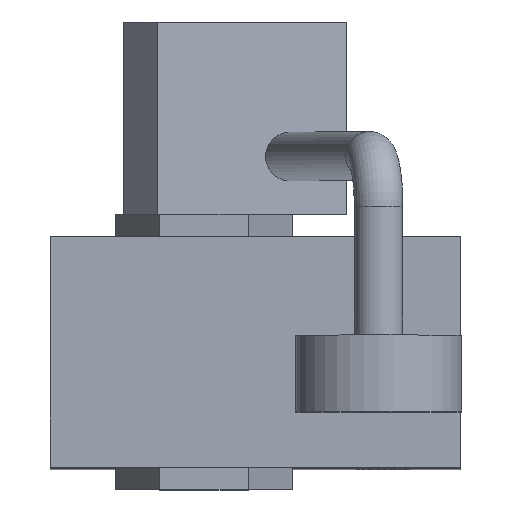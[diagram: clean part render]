
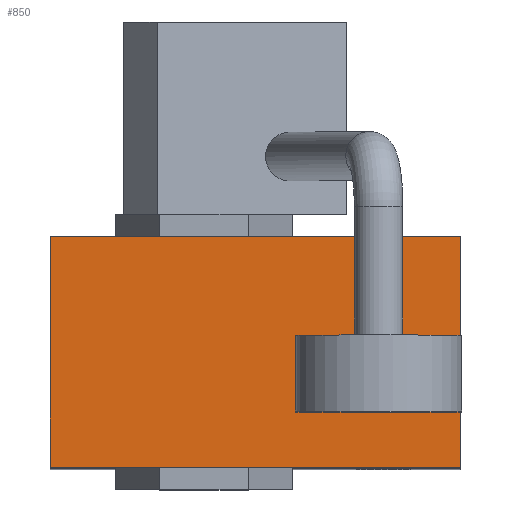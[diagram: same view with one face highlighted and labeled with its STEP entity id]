
A CAD part, top view. The second image highlights one B-rep face of the part: STEP entity #850.
In plain terms, the highlighted planar face has unit normal (0, 0, 1).
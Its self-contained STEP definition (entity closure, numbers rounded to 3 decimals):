
#550=CARTESIAN_POINT('',(15.999,-8.999,76.));
#551=VERTEX_POINT('',#550);
#552=CARTESIAN_POINT('',(-15.999,-8.999,76.));
#553=VERTEX_POINT('',#552);
#554=CARTESIAN_POINT('',(15.999,-8.999,76.));
#555=DIRECTION('',(-1.0,0.0,0.0));
#556=VECTOR('',#555,31.998);
#557=LINE('',#554,#556);
#558=EDGE_CURVE('',#551,#553,#557,.T.);
#598=CARTESIAN_POINT('',(-15.999,8.999,76.));
#599=VERTEX_POINT('',#598);
#600=CARTESIAN_POINT('',(15.999,8.999,76.));
#601=VERTEX_POINT('',#600);
#602=CARTESIAN_POINT('',(-15.999,8.999,76.));
#603=DIRECTION('',(1.0,0.0,0.0));
#604=VECTOR('',#603,31.998);
#605=LINE('',#602,#604);
#606=EDGE_CURVE('',#599,#601,#605,.T.);
#791=CARTESIAN_POINT('',(-15.999,-8.999,76.));
#792=DIRECTION('',(0.0,1.0,0.0));
#793=VECTOR('',#792,17.998);
#794=LINE('',#791,#793);
#795=EDGE_CURVE('',#553,#599,#794,.T.);
#822=CARTESIAN_POINT('',(15.999,8.999,76.));
#823=DIRECTION('',(0.0,-1.0,0.0));
#824=VECTOR('',#823,17.998);
#825=LINE('',#822,#824);
#826=EDGE_CURVE('',#601,#551,#825,.T.);
#839=CARTESIAN_POINT('',(0.,0.,76.));
#840=DIRECTION('',(0.0,0.0,1.0));
#841=DIRECTION('',(1.0,0.0,0.0));
#842=AXIS2_PLACEMENT_3D('',#839,#840,#841);
#843=PLANE('',#842);
#844=ORIENTED_EDGE('',*,*,#558,.F.);
#845=ORIENTED_EDGE('',*,*,#826,.F.);
#846=ORIENTED_EDGE('',*,*,#606,.F.);
#847=ORIENTED_EDGE('',*,*,#795,.F.);
#848=EDGE_LOOP('',(#844,#845,#846,#847));
#849=FACE_OUTER_BOUND('',#848,.T.);
#850=ADVANCED_FACE('',(#849),#843,.T.);
